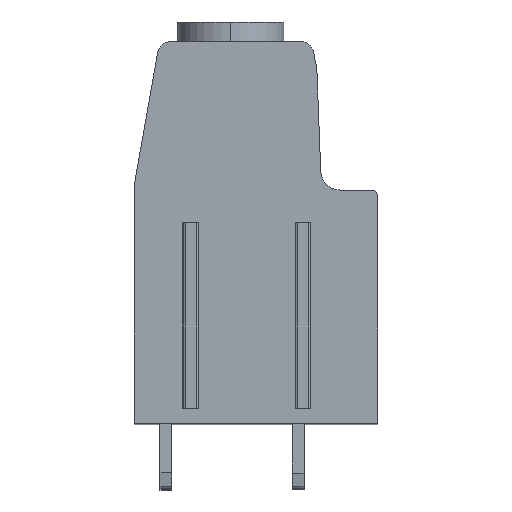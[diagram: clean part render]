
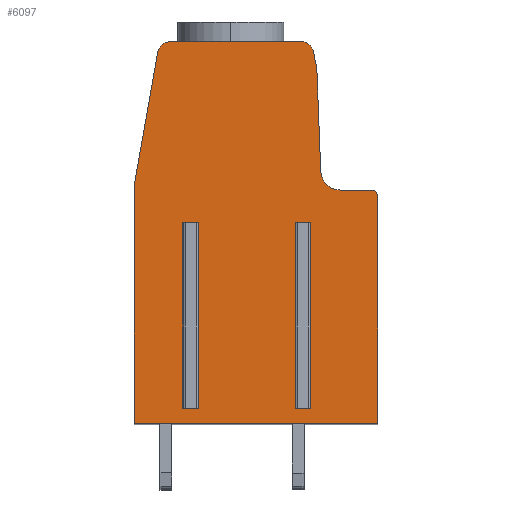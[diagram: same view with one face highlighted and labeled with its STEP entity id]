
A CAD part, top view. The second image highlights one B-rep face of the part: STEP entity #6097.
In plain terms, the highlighted planar face has unit normal (0, 0, 1).
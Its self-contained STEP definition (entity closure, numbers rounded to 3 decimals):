
#904=CARTESIAN_POINT('',(3.429,13.65,5.08));
#905=DIRECTION('',(0.,0.,1.));
#906=DIRECTION('',(0.978,0.208,0.));
#907=AXIS2_PLACEMENT_3D('',#904,#905,#906);
#909=DIRECTION('',(-0.208,0.978,0.));
#910=VECTOR('',#909,0.978);
#911=CARTESIAN_POINT('',(4.611,12.902,5.08));
#912=LINE('',#911,#910);
#913=CARTESIAN_POINT('',(1.676,12.278,5.08));
#914=DIRECTION('',(0.,0.,1.));
#915=DIRECTION('',(0.999,0.038,0.));
#916=AXIS2_PLACEMENT_3D('',#913,#914,#915);
#918=DIRECTION('',(-0.038,0.999,0.));
#919=VECTOR('',#918,7.706);
#920=CARTESIAN_POINT('',(4.97,4.692,5.08));
#921=LINE('',#920,#919);
#922=CARTESIAN_POINT('',(6.469,4.75,5.08));
#923=DIRECTION('',(0.,0.,-1.));
#924=DIRECTION('',(0.,-1.,0.));
#925=AXIS2_PLACEMENT_3D('',#922,#923,#924);
#927=DIRECTION('',(-1.,0.,0.));
#928=VECTOR('',#927,2.381);
#929=CARTESIAN_POINT('',(8.85,3.25,5.08));
#930=LINE('',#929,#928);
#931=CARTESIAN_POINT('',(8.85,2.75,5.08));
#932=DIRECTION('',(0.,0.,1.));
#933=DIRECTION('',(1.,0.,0.));
#934=AXIS2_PLACEMENT_3D('',#931,#932,#933);
#936=DIRECTION('',(0.,1.,0.));
#937=VECTOR('',#936,17.4);
#938=CARTESIAN_POINT('',(9.35,-14.65,5.08));
#939=LINE('',#938,#937);
#940=DIRECTION('',(1.,0.,0.));
#941=VECTOR('',#940,18.7);
#942=CARTESIAN_POINT('',(-9.35,-14.65,5.08));
#943=LINE('',#942,#941);
#944=DIRECTION('',(0.,-1.,0.));
#945=VECTOR('',#944,18.25);
#946=CARTESIAN_POINT('',(-9.35,3.6,5.08));
#947=LINE('',#946,#945);
#948=DIRECTION('',(-0.174,-0.985,0.));
#949=VECTOR('',#948,10.381);
#950=CARTESIAN_POINT('',(-7.547,13.824,5.08));
#951=LINE('',#950,#949);
#952=CARTESIAN_POINT('',(-6.562,13.65,5.08));
#953=DIRECTION('',(0.,0.,1.));
#954=DIRECTION('',(0.,1.,0.));
#955=AXIS2_PLACEMENT_3D('',#952,#953,#954);
#957=DIRECTION('',(-1.,0.,0.));
#958=VECTOR('',#957,9.992);
#959=CARTESIAN_POINT('',(3.429,14.65,5.08));
#960=LINE('',#959,#958);
#961=DIRECTION('',(1.,0.,0.));
#962=VECTOR('',#961,0.65);
#963=CARTESIAN_POINT('',(-5.325,0.75,5.08));
#964=LINE('',#963,#962);
#965=DIRECTION('',(0.,1.,0.));
#966=VECTOR('',#965,14.25);
#967=CARTESIAN_POINT('',(-5.325,-13.5,5.08));
#968=LINE('',#967,#966);
#969=DIRECTION('',(1.,0.,0.));
#970=VECTOR('',#969,0.65);
#971=CARTESIAN_POINT('',(-5.325,-13.5,5.08));
#972=LINE('',#971,#970);
#973=DIRECTION('',(0.,1.,0.));
#974=VECTOR('',#973,14.25);
#975=CARTESIAN_POINT('',(-4.675,-13.5,5.08));
#976=LINE('',#975,#974);
#977=DIRECTION('',(1.,0.,0.));
#978=VECTOR('',#977,0.65);
#979=CARTESIAN_POINT('',(3.275,0.75,5.08));
#980=LINE('',#979,#978);
#981=DIRECTION('',(0.,1.,0.));
#982=VECTOR('',#981,14.25);
#983=CARTESIAN_POINT('',(3.275,-13.5,5.08));
#984=LINE('',#983,#982);
#985=DIRECTION('',(1.,0.,0.));
#986=VECTOR('',#985,0.65);
#987=CARTESIAN_POINT('',(3.275,-13.5,5.08));
#988=LINE('',#987,#986);
#989=DIRECTION('',(0.,1.,0.));
#990=VECTOR('',#989,14.25);
#991=CARTESIAN_POINT('',(3.925,-13.5,5.08));
#992=LINE('',#991,#990);
#3987=CARTESIAN_POINT('',(-6.562,14.65,5.08));
#3988=CARTESIAN_POINT('',(-7.547,13.824,5.08));
#3989=VERTEX_POINT('',#3987);
#3990=VERTEX_POINT('',#3988);
#3991=CARTESIAN_POINT('',(-9.35,3.6,5.08));
#3992=VERTEX_POINT('',#3991);
#3993=CARTESIAN_POINT('',(-9.35,-14.65,5.08));
#3994=VERTEX_POINT('',#3993);
#3995=CARTESIAN_POINT('',(9.35,-14.65,5.08));
#3996=VERTEX_POINT('',#3995);
#3997=CARTESIAN_POINT('',(6.469,3.25,5.08));
#3998=CARTESIAN_POINT('',(4.97,4.692,5.08));
#3999=VERTEX_POINT('',#3997);
#4000=VERTEX_POINT('',#3998);
#4007=CARTESIAN_POINT('',(4.408,13.858,5.08));
#4008=VERTEX_POINT('',#4007);
#4009=CARTESIAN_POINT('',(3.429,14.65,5.08));
#4010=VERTEX_POINT('',#4009);
#4015=CARTESIAN_POINT('',(4.674,12.393,5.08));
#4016=VERTEX_POINT('',#4015);
#4017=CARTESIAN_POINT('',(4.611,12.902,5.08));
#4018=VERTEX_POINT('',#4017);
#4023=CARTESIAN_POINT('',(9.35,2.75,5.08));
#4024=VERTEX_POINT('',#4023);
#4025=CARTESIAN_POINT('',(8.85,3.25,5.08));
#4026=VERTEX_POINT('',#4025);
#4107=CARTESIAN_POINT('',(-5.325,0.75,5.08));
#4108=CARTESIAN_POINT('',(-4.675,0.75,5.08));
#4109=VERTEX_POINT('',#4107);
#4110=VERTEX_POINT('',#4108);
#4111=CARTESIAN_POINT('',(3.275,0.75,5.08));
#4112=CARTESIAN_POINT('',(3.925,0.75,5.08));
#4113=VERTEX_POINT('',#4111);
#4114=VERTEX_POINT('',#4112);
#4115=CARTESIAN_POINT('',(3.925,-13.5,5.08));
#4116=VERTEX_POINT('',#4115);
#4117=CARTESIAN_POINT('',(3.275,-13.5,5.08));
#4118=VERTEX_POINT('',#4117);
#4119=CARTESIAN_POINT('',(-4.675,-13.5,5.08));
#4120=VERTEX_POINT('',#4119);
#4121=CARTESIAN_POINT('',(-5.325,-13.5,5.08));
#4122=VERTEX_POINT('',#4121);
#6057=CARTESIAN_POINT('',(0.,0.,5.08));
#6058=DIRECTION('',(0.,0.,1.));
#6059=DIRECTION('',(1.,0.,0.));
#6060=AXIS2_PLACEMENT_3D('',#6057,#6058,#6059);
#6061=PLANE('',#6060);
#6062=ORIENTED_EDGE('',*,*,#5786,.F.);
#6063=ORIENTED_EDGE('',*,*,#5801,.F.);
#6064=ORIENTED_EDGE('',*,*,#5814,.F.);
#6065=ORIENTED_EDGE('',*,*,#5829,.F.);
#6066=ORIENTED_EDGE('',*,*,#5842,.F.);
#6067=ORIENTED_EDGE('',*,*,#5855,.F.);
#6068=ORIENTED_EDGE('',*,*,#5870,.F.);
#6069=ORIENTED_EDGE('',*,*,#5884,.F.);
#6070=ORIENTED_EDGE('',*,*,#5391,.F.);
#6071=ORIENTED_EDGE('',*,*,#5688,.F.);
#6072=ORIENTED_EDGE('',*,*,#5702,.F.);
#6073=ORIENTED_EDGE('',*,*,#5716,.F.);
#6074=ORIENTED_EDGE('',*,*,#5729,.F.);
#6075=EDGE_LOOP('',(#6062,#6063,#6064,#6065,#6066,#6067,#6068,#6069,#6070,#6071,
#6072,#6073,#6074));
#6076=FACE_OUTER_BOUND('',#6075,.F.);
#6078=ORIENTED_EDGE('',*,*,#6077,.F.);
#6080=ORIENTED_EDGE('',*,*,#6079,.F.);
#6082=ORIENTED_EDGE('',*,*,#6081,.T.);
#6084=ORIENTED_EDGE('',*,*,#6083,.T.);
#6085=EDGE_LOOP('',(#6078,#6080,#6082,#6084));
#6086=FACE_BOUND('',#6085,.F.);
#6088=ORIENTED_EDGE('',*,*,#6087,.F.);
#6090=ORIENTED_EDGE('',*,*,#6089,.F.);
#6092=ORIENTED_EDGE('',*,*,#6091,.T.);
#6094=ORIENTED_EDGE('',*,*,#6093,.T.);
#6095=EDGE_LOOP('',(#6088,#6090,#6092,#6094));
#6096=FACE_BOUND('',#6095,.F.);
#908=CIRCLE('',#907,1.);
#917=CIRCLE('',#916,3.);
#926=CIRCLE('',#925,1.5);
#935=CIRCLE('',#934,0.5);
#956=CIRCLE('',#955,1.);
#5391=EDGE_CURVE('',#3994,#3996,#943,.T.);
#5688=EDGE_CURVE('',#3992,#3994,#947,.T.);
#5702=EDGE_CURVE('',#3990,#3992,#951,.T.);
#5716=EDGE_CURVE('',#3989,#3990,#956,.T.);
#5729=EDGE_CURVE('',#4010,#3989,#960,.T.);
#5786=EDGE_CURVE('',#4008,#4010,#908,.T.);
#5801=EDGE_CURVE('',#4018,#4008,#912,.T.);
#5814=EDGE_CURVE('',#4016,#4018,#917,.T.);
#5829=EDGE_CURVE('',#4000,#4016,#921,.T.);
#5842=EDGE_CURVE('',#3999,#4000,#926,.T.);
#5855=EDGE_CURVE('',#4026,#3999,#930,.T.);
#5870=EDGE_CURVE('',#4024,#4026,#935,.T.);
#5884=EDGE_CURVE('',#3996,#4024,#939,.T.);
#6077=EDGE_CURVE('',#4109,#4110,#964,.T.);
#6079=EDGE_CURVE('',#4122,#4109,#968,.T.);
#6081=EDGE_CURVE('',#4122,#4120,#972,.T.);
#6083=EDGE_CURVE('',#4120,#4110,#976,.T.);
#6087=EDGE_CURVE('',#4113,#4114,#980,.T.);
#6089=EDGE_CURVE('',#4118,#4113,#984,.T.);
#6091=EDGE_CURVE('',#4118,#4116,#988,.T.);
#6093=EDGE_CURVE('',#4116,#4114,#992,.T.);
#6097=ADVANCED_FACE('',(#6076,#6086,#6096),#6061,.T.);
